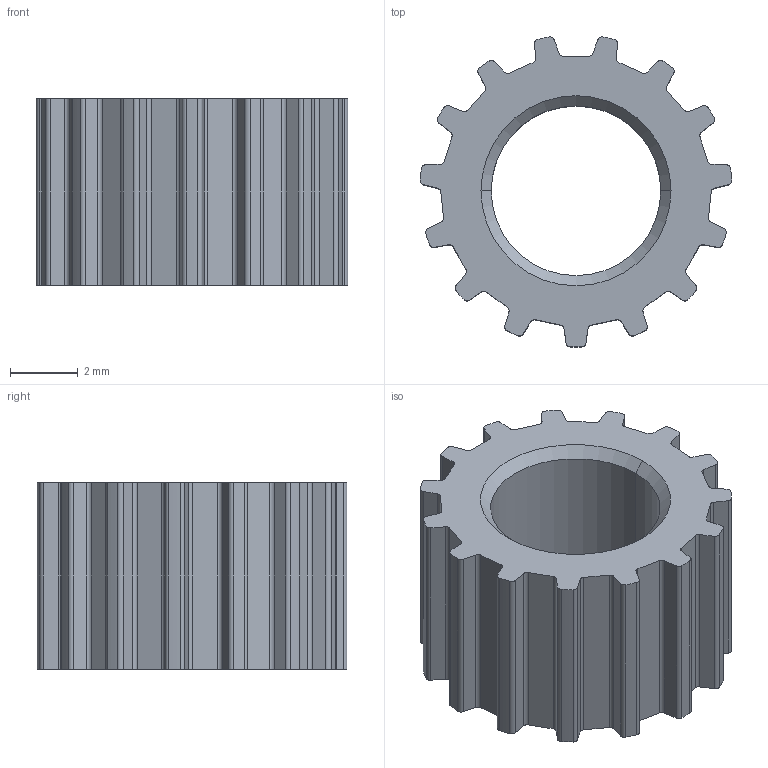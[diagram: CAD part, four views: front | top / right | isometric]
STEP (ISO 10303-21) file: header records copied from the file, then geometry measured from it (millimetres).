
FILE_DESCRIPTION (( 'STEP AP214' ), '1' );
FILE_NAME ('4332501200097.STEP', '2017-10-16T05:33:58', ( '13' ), ( '' ), 'SwSTEP 2.0', 'SolidWorks 2012', '' );
FILE_SCHEMA (( 'AUTOMOTIVE_DESIGN' ));
Length unit declared in the file: millimetre
Products named in the file (1): 4332501200097
Bounding box: 9.18 x 9.14 x 5.5 mm (x, y, z)
Volume: 197 mm3; surface area: 369.9 mm2
Topology: 1 solids, 1 shells, 128 faces, 374 edges, 248 vertices
Faces by surface type: cylinder 77, plane 47, cone 4
Entity records: 4342 total; most frequent: DIRECTION 790, CARTESIAN_POINT 751, ORIENTED_EDGE 748, EDGE_CURVE 374, AXIS2_PLACEMENT_3D 287, VERTEX_POINT 248, LINE 216, VECTOR 216
